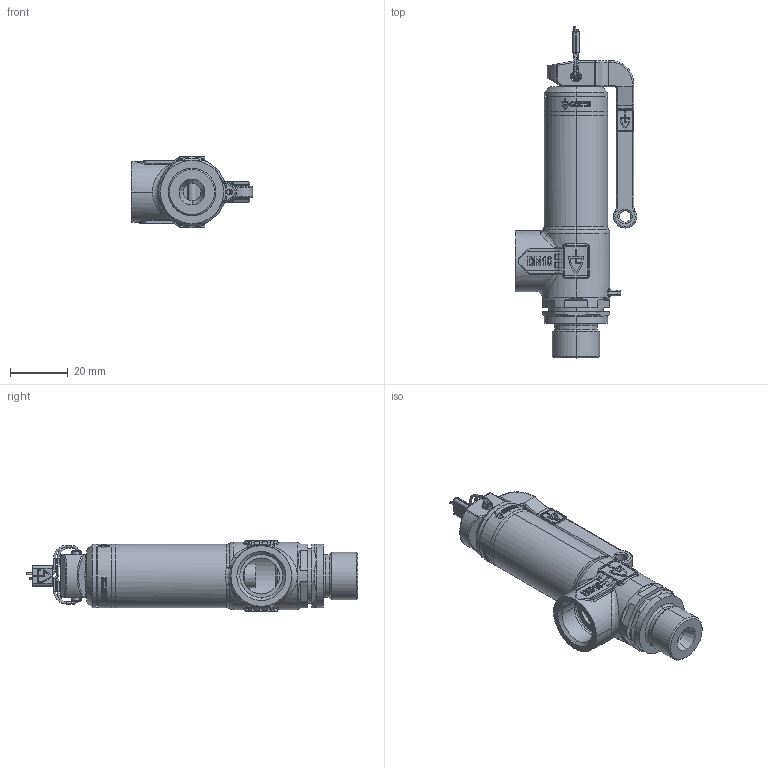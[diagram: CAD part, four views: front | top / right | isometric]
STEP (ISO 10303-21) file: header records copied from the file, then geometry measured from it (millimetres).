
FILE_DESCRIPTION (( 'STEP AP214' ), '1' );
FILE_NAME ('2400sGFL-10-m+f-10+10.STEP', '2016-02-25T15:49:47', ( '' ), ( '' ), 'SwSTEP 2.0', 'SolidWorks 2014', '' );
FILE_SCHEMA (( 'AUTOMOTIVE_DESIGN' ));
Length unit declared in the file: millimetre
Products named in the file (1): 2400sGFL-10-m+f-10+10
Bounding box: 42 x 115 x 24.6 mm (x, y, z)
Volume: 25202.4 mm3; surface area: 20094.5 mm2
Topology: 8 solids, 8 shells, 927 faces, 2702 edges, 1883 vertices
Faces by surface type: cylinder 356, plane 323, torus 103, bspline 90, cone 39, sphere 16
Entity records: 47454 total; most frequent: CARTESIAN_POINT 12458, ORIENTED_EDGE 5384, DIRECTION 5019, EDGE_CURVE 2692, AXIS2_PLACEMENT_3D 1890, VERTEX_POINT 1883, LINE 1239, VECTOR 1239
